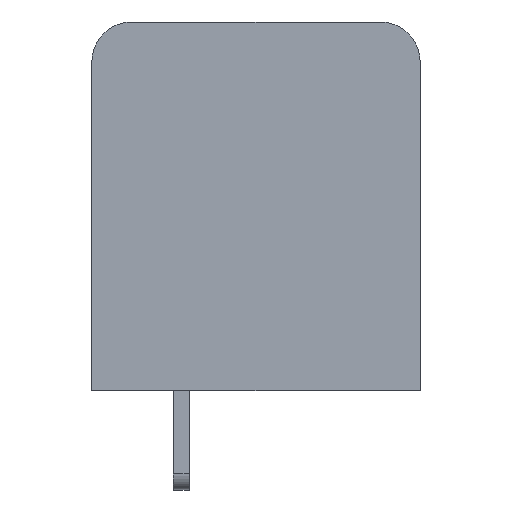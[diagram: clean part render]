
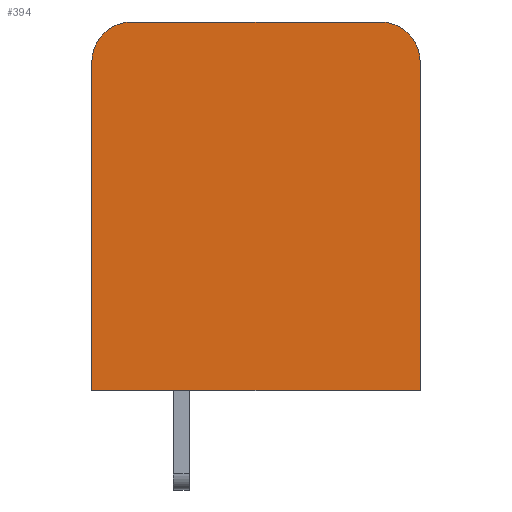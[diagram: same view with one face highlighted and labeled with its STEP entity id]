
A CAD part, top view. The second image highlights one B-rep face of the part: STEP entity #394.
In plain terms, the highlighted planar face has unit normal (0, 0, 1).
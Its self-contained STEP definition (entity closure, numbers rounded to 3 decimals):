
#106 = EDGE_CURVE ( 'NONE', #2348, #4324, #2585, .T. ) ;
#149 = DIRECTION ( 'NONE',  ( 0., -1., 0. ) ) ;
#159 = CARTESIAN_POINT ( 'NONE',  ( 2., 18.5, 21.05 ) ) ;
#213 = CARTESIAN_POINT ( 'NONE',  ( 2., 16.5, 21.05 ) ) ;
#286 = DIRECTION ( 'NONE',  ( 0., 0., -1. ) ) ;
#308 = ORIENTED_EDGE ( 'NONE', *, *, #2059, .F. ) ;
#363 = CIRCLE ( 'NONE', #4216, 2. ) ;
#391 = VERTEX_POINT ( 'NONE', #2678 ) ;
#394 = ADVANCED_FACE ( 'NONE', ( #2652 ), #512, .F. ) ;
#512 = PLANE ( 'NONE',  #2237 ) ;
#627 = DIRECTION ( 'NONE',  ( 0., 1., 0. ) ) ;
#823 = ORIENTED_EDGE ( 'NONE', *, *, #1643, .F. ) ;
#845 = LINE ( 'NONE', #3697, #1997 ) ;
#951 = EDGE_CURVE ( 'NONE', #1030, #1325, #2380, .T. ) ;
#1030 = VERTEX_POINT ( 'NONE', #3612 ) ;
#1040 = VERTEX_POINT ( 'NONE', #1384 ) ;
#1325 = VERTEX_POINT ( 'NONE', #2164 ) ;
#1384 = CARTESIAN_POINT ( 'NONE',  ( 0., 16.5, 21.05 ) ) ;
#1643 = EDGE_CURVE ( 'NONE', #4324, #1030, #2171, .T. ) ;
#1807 = ORIENTED_EDGE ( 'NONE', *, *, #3118, .F. ) ;
#1846 = ORIENTED_EDGE ( 'NONE', *, *, #106, .F. ) ;
#1900 = DIRECTION ( 'NONE',  ( -1., 0., 0. ) ) ;
#1990 = DIRECTION ( 'NONE',  ( 0., 0., -1. ) ) ;
#1997 = VECTOR ( 'NONE', #2992, 1000. ) ;
#2059 = EDGE_CURVE ( 'NONE', #391, #1040, #4544, .T. ) ;
#2151 = CARTESIAN_POINT ( 'NONE',  ( 14.5, 16.5, 21.05 ) ) ;
#2164 = CARTESIAN_POINT ( 'NONE',  ( 16.5, 0., 21.05 ) ) ;
#2171 = CIRCLE ( 'NONE', #4659, 2. ) ;
#2237 = AXIS2_PLACEMENT_3D ( 'NONE', #213, #1990, #149 ) ;
#2284 = EDGE_CURVE ( 'NONE', #1040, #2348, #363, .T. ) ;
#2325 = VECTOR ( 'NONE', #627, 1000. ) ;
#2348 = VERTEX_POINT ( 'NONE', #159 ) ;
#2380 = LINE ( 'NONE', #4554, #3609 ) ;
#2432 = ORIENTED_EDGE ( 'NONE', *, *, #951, .F. ) ;
#2585 = LINE ( 'NONE', #2615, #3455 ) ;
#2615 = CARTESIAN_POINT ( 'NONE',  ( 2., 18.5, 21.05 ) ) ;
#2652 = FACE_OUTER_BOUND ( 'NONE', #3713, .T. ) ;
#2678 = CARTESIAN_POINT ( 'NONE',  ( 0., 0., 21.05 ) ) ;
#2771 = CARTESIAN_POINT ( 'NONE',  ( 0., 16.5, 21.05 ) ) ;
#2860 = DIRECTION ( 'NONE',  ( 0., 0., -1. ) ) ;
#2992 = DIRECTION ( 'NONE',  ( -1., 0., 0. ) ) ;
#3118 = EDGE_CURVE ( 'NONE', #1325, #391, #845, .T. ) ;
#3235 = ORIENTED_EDGE ( 'NONE', *, *, #2284, .F. ) ;
#3455 = VECTOR ( 'NONE', #3687, 1000. ) ;
#3550 = CARTESIAN_POINT ( 'NONE',  ( 2., 16.5, 21.05 ) ) ;
#3553 = CARTESIAN_POINT ( 'NONE',  ( 14.5, 18.5, 21.05 ) ) ;
#3609 = VECTOR ( 'NONE', #3822, 1000. ) ;
#3612 = CARTESIAN_POINT ( 'NONE',  ( 16.5, 16.5, 21.05 ) ) ;
#3687 = DIRECTION ( 'NONE',  ( 1., 0., 0. ) ) ;
#3697 = CARTESIAN_POINT ( 'NONE',  ( 2., 0., 21.05 ) ) ;
#3713 = EDGE_LOOP ( 'NONE', ( #1807, #2432, #823, #1846, #3235, #308 ) ) ;
#3822 = DIRECTION ( 'NONE',  ( 0., -1., 0. ) ) ;
#3879 = DIRECTION ( 'NONE',  ( -1., 0., 0. ) ) ;
#4216 = AXIS2_PLACEMENT_3D ( 'NONE', #3550, #286, #3879 ) ;
#4324 = VERTEX_POINT ( 'NONE', #3553 ) ;
#4544 = LINE ( 'NONE', #2771, #2325 ) ;
#4554 = CARTESIAN_POINT ( 'NONE',  ( 16.5, 16.5, 21.05 ) ) ;
#4659 = AXIS2_PLACEMENT_3D ( 'NONE', #2151, #2860, #1900 ) ;
